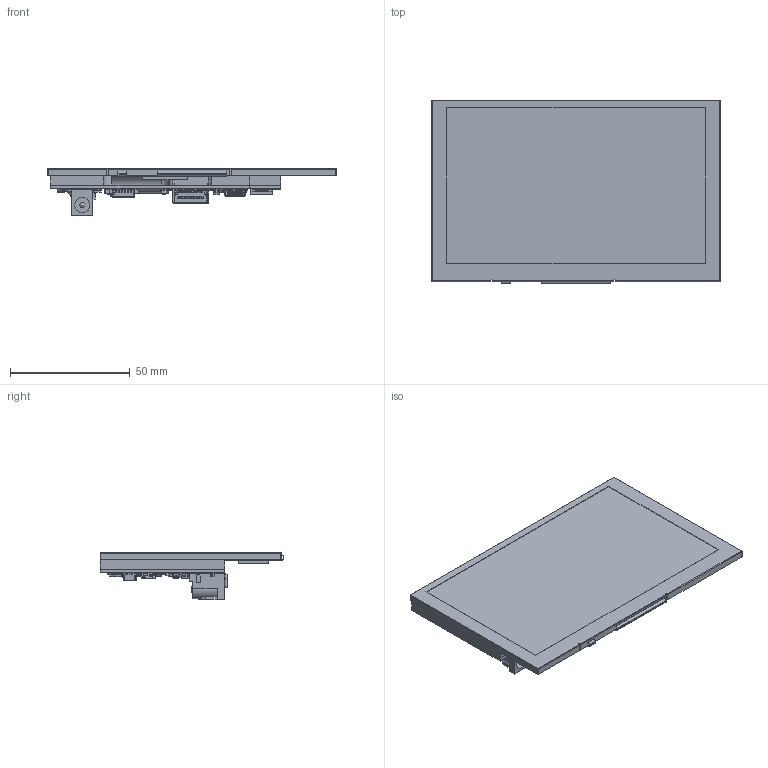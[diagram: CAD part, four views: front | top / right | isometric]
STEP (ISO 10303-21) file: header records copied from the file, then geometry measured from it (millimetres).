
FILE_DESCRIPTION(/* description */ (''),/* implementation_level */ '2;1');
FILE_NAME(/* name */ '3D_RVT50HQHNWN00_Rev.1.0.stp',/* time_stamp */ '2023-02-09T09:43:18+01:00',/* author */ ('Mateusz Natywa'),/* organization */ (''),/* preprocessor_version */ 'ST-DEVELOPER v17',/* originating_system */ 'Autodesk Inventor 2019',/* authorisation */ '');
FILE_SCHEMA (('AUTOMOTIVE_DESIGN { 1 0 10303 214 3 1 1 }'));
Products named in the file (297): TFT; DISP; FPC; 50HDMI_TFP401_REV1.1; Board; Open CASCADE STEP translator 6.8 3.1.1; CN3; 685119134923; 685119134923_Housing; 685119134923_Shielding; 685119134923_Pin1; 685119134923_Pin2; L13; C54; Q2; C52; C51; C45; R12; F1; 1812_SMD_Resistor; C2; L1; nr3015; D3; C3; C1; 6203480144; Terminal_6; Open_CASCADE_STEP_translator_6.8_20.1.1_1; Open_CASCADE_STEP_translator_6.8_20.1.2_1; Mid_Body_6; Open_CASCADE_STEP_translator_6.8_20.2.1_1; D2; U5; SOT-223-1; Q1; CN4; 629722000214_(rev1); 629722000214_Housing ...
Assembly tree (555 placements, depth 6):
  TFT
    DISP
    FPC
    50HDMI_TFP401_REV1.1
      Board
        Open CASCADE STEP translator 6.8 3.1.1
      CN3
        685119134923
          685119134923_Housing
          685119134923_Shielding
          685119134923_Pin1  x10
          685119134923_Pin2  x9
      L13
        WE-CBF_0603_CBF
          base
          SolderPad  x2
      C54
        6203480224
          Terminal
            Open_CASCADE_STEP_translator_6.8_10.1.1
            Open_CASCADE_STEP_translator_6.8_10.1.2
          Mid_Body
            Open_CASCADE_STEP_translator_6.8_10.2.1
      Q2
        SOT23-3
      C52
        6203477824
          Terminal_1
            Open_CASCADE_STEP_translator_6.8_7.1.1
            Open_CASCADE_STEP_translator_6.8_7.1.2
          Mid_Body_1
            Open_CASCADE_STEP_translator_6.8_7.2.1
      C51
        6203479904
          Terminal_2
            Open_CASCADE_STEP_translator_6.8_10.1.1_1
            Open_CASCADE_STEP_translator_6.8_10.1.2_1
          Mid_Body_2
            Open_CASCADE_STEP_translator_6.8_10.2.1_1
      C45
        6203479744
          Terminal_3
            Open_CASCADE_STEP_translator_6.8_1.1.1
            Open_CASCADE_STEP_translator_6.8_1.1.2
          Mid_Body_3
            Open_CASCADE_STEP_translator_6.8_1.2.1
      R12
        WRIS-KSKE_0402
          Body_2
          Pins
          Pins_1
          Cover
      F1
        1812_SMD_Resistor
      C2
        6203487824
          Terminal_4
            Open_CASCADE_STEP_translator_6.8_7.1.1_1
            Open_CASCADE_STEP_translator_6.8_7.1.2_1
          Mid_Body_4
Bounding box: 120.7 x 76.74 x 19.56 mm (x, y, z)
Volume: 51551.4 mm3; surface area: 50275.6 mm2
Topology: 556 solids, 557 shells, 13408 faces, 34719 edges, 21788 vertices
Faces by surface type: plane 9729, cylinder 2872, sphere 573, bspline 196, torus 22, cone 16
Full cylindrical faces by diameter (mm): 0.14 x4, 0.5 x2, 0.52 x1, 0.65 x2, 0.9 x4, 1.2 x2, 1.3 x1, 1.5 x1, 1.7 x2, 1.75 x1, 2.1 x1, 2.6 x1, 3 x3, 6.4 x1
Entity records: 196905 total; most frequent: CARTESIAN_POINT 41721, ORIENTED_EDGE 31315, DIRECTION 29295, EDGE_CURVE 15658, LINE 12525, VECTOR 12525, VERTEX_POINT 10460, AXIS2_PLACEMENT_3D 8385
